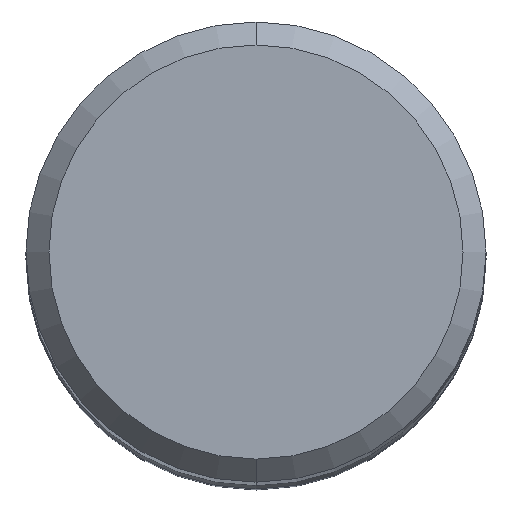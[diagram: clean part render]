
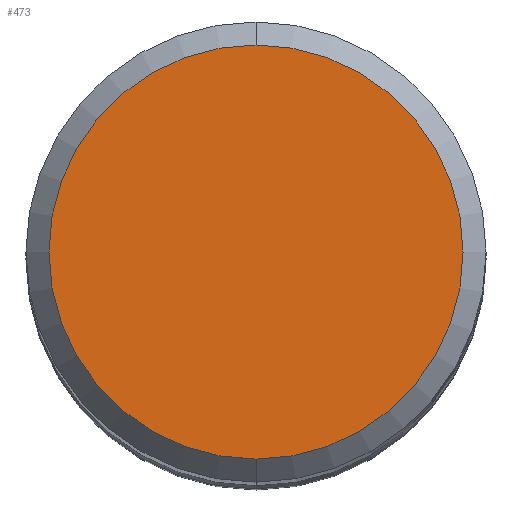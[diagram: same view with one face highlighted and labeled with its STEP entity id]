
A CAD part, top view. The second image highlights one B-rep face of the part: STEP entity #473.
In plain terms, the highlighted planar face has unit normal (0, 0, 1).
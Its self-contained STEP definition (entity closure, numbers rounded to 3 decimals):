
#195=VERTEX_POINT('',#519);
#249=EDGE_CURVE('',#401,#195,#577,.T.);
#273=EDGE_CURVE('',#195,#401,#606,.T.);
#401=VERTEX_POINT('',#748);
#473=ADVANCED_FACE('',(#826),#827,.T.);
#519=CARTESIAN_POINT('',(0.0,4.5,0.0));
#577=CIRCLE('',#1047,4.5);
#606=CIRCLE('',#1080,4.5);
#748=CARTESIAN_POINT('',(0.,-4.5,0.0));
#826=FACE_OUTER_BOUND('',#1517,.T.);
#827=PLANE('',#1518);
#1047=AXIS2_PLACEMENT_3D('',#1614,#1615,#1616);
#1080=AXIS2_PLACEMENT_3D('',#1659,#1660,#1661);
#1517=EDGE_LOOP('',(#1917,#1918));
#1518=AXIS2_PLACEMENT_3D('',#1919,#1920,#1921);
#1614=CARTESIAN_POINT('',(0.0,0.0,0.0));
#1615=DIRECTION('',(0.0,0.0,-1.0));
#1616=DIRECTION('',(0.0,1.0,0.0));
#1659=CARTESIAN_POINT('',(0.0,0.0,0.0));
#1660=DIRECTION('',(0.0,0.0,-1.0));
#1661=DIRECTION('',(0.0,1.0,0.0));
#1917=ORIENTED_EDGE('',*,*,#273,.F.);
#1918=ORIENTED_EDGE('',*,*,#249,.F.);
#1919=CARTESIAN_POINT('',(0.0,2.25,0.0));
#1920=DIRECTION('',(-0.0,0.0,1.0));
#1921=DIRECTION('',(0.0,-1.0,0.0));
